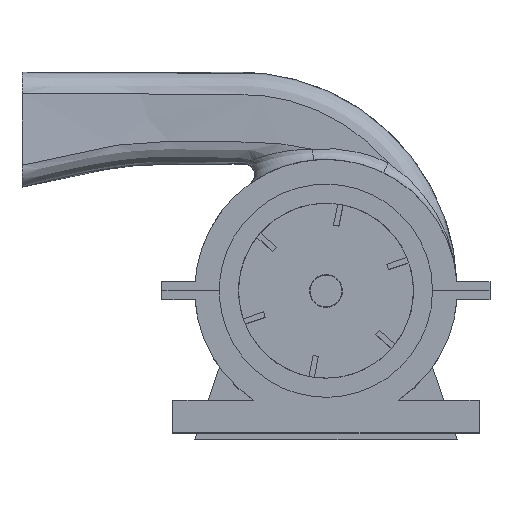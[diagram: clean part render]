
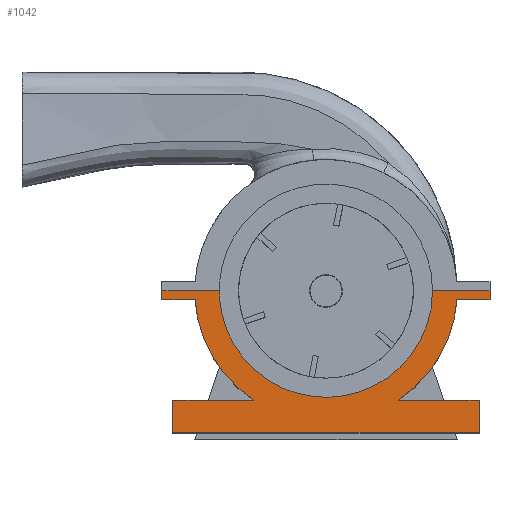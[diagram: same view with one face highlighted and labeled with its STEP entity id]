
A CAD part, top view. The second image highlights one B-rep face of the part: STEP entity #1042.
In plain terms, the highlighted free-form (B-spline) face has degree [1, 1] with [2, 2] control points.
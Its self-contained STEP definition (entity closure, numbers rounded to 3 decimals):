
#466 = VERTEX_POINT('',#467);
#467 = CARTESIAN_POINT('',(-131.188,33.544,
    79.188));
#472 = EDGE_CURVE('',#473,#466,#475,.T.);
#473 = VERTEX_POINT('',#474);
#474 = CARTESIAN_POINT('',(-92.983,33.544,
    79.188));
#475 = B_SPLINE_CURVE_WITH_KNOTS('',1,(#476,#477),.UNSPECIFIED.,.F.,.F.,
  (2,2),(108.75,135.),.PIECEWISE_BEZIER_KNOTS.);
#476 = CARTESIAN_POINT('',(-92.983,33.544,
    79.188));
#477 = CARTESIAN_POINT('',(-131.188,33.544,
    79.188));
#516 = VERTEX_POINT('',#517);
#517 = CARTESIAN_POINT('',(-70.303,-39.226,
    79.188));
#522 = EDGE_CURVE('',#523,#516,#525,.T.);
#523 = VERTEX_POINT('',#524);
#524 = CARTESIAN_POINT('',(-109.153,27.577,
    79.188));
#525 = ( BOUNDED_CURVE() B_SPLINE_CURVE(2,(#526,#527,#528),
.UNSPECIFIED.,.F.,.F.) B_SPLINE_CURVE_WITH_KNOTS((3,3),(
0.068,0.985),.PIECEWISE_BEZIER_KNOTS.) CURVE() 
GEOMETRIC_REPRESENTATION_ITEM() RATIONAL_B_SPLINE_CURVE((1.,
0.897,1.)) REPRESENTATION_ITEM('') );
#526 = CARTESIAN_POINT('',(-109.153,27.577,
    79.188));
#527 = CARTESIAN_POINT('',(-106.208,-15.409,
    79.188));
#528 = CARTESIAN_POINT('',(-70.303,-39.226,
    79.188));
#598 = EDGE_CURVE('',#599,#523,#601,.T.);
#599 = VERTEX_POINT('',#600);
#600 = CARTESIAN_POINT('',(-131.188,27.577,
    79.188));
#601 = B_SPLINE_CURVE_WITH_KNOTS('',1,(#602,#603),.UNSPECIFIED.,.F.,.F.,
  (2,2),(0.,15.14),.PIECEWISE_BEZIER_KNOTS.);
#602 = CARTESIAN_POINT('',(-131.188,27.577,
    79.188));
#603 = CARTESIAN_POINT('',(-109.153,27.577,
    79.188));
#626 = EDGE_CURVE('',#466,#599,#627,.T.);
#627 = B_SPLINE_CURVE_WITH_KNOTS('',1,(#628,#629),.UNSPECIFIED.,.F.,.F.,
  (2,2),(0.,4.1),.PIECEWISE_BEZIER_KNOTS.);
#628 = CARTESIAN_POINT('',(-131.188,33.544,
    79.188));
#629 = CARTESIAN_POINT('',(-131.188,27.577,
    79.188));
#720 = VERTEX_POINT('',#721);
#721 = CARTESIAN_POINT('',(48.919,33.544,
    79.188));
#726 = EDGE_CURVE('',#727,#720,#729,.T.);
#727 = VERTEX_POINT('',#728);
#728 = CARTESIAN_POINT('',(87.123,33.544,79.188
    ));
#729 = B_SPLINE_CURVE_WITH_KNOTS('',1,(#730,#731),.UNSPECIFIED.,.F.,.F.,
  (2,2),(-15.,11.25),.PIECEWISE_BEZIER_KNOTS.);
#730 = CARTESIAN_POINT('',(87.123,33.544,79.188
    ));
#731 = CARTESIAN_POINT('',(48.919,33.544,
    79.188));
#754 = EDGE_CURVE('',#755,#727,#757,.T.);
#755 = VERTEX_POINT('',#756);
#756 = CARTESIAN_POINT('',(87.123,27.577,79.188
    ));
#757 = B_SPLINE_CURVE_WITH_KNOTS('',1,(#758,#759),.UNSPECIFIED.,.F.,.F.,
  (2,2),(-4.1,0.),.PIECEWISE_BEZIER_KNOTS.);
#758 = CARTESIAN_POINT('',(87.123,27.577,79.188
    ));
#759 = CARTESIAN_POINT('',(87.123,33.544,79.188
    ));
#826 = EDGE_CURVE('',#827,#755,#829,.T.);
#827 = VERTEX_POINT('',#828);
#828 = CARTESIAN_POINT('',(65.088,27.577,
    79.188));
#829 = B_SPLINE_CURVE_WITH_KNOTS('',1,(#830,#831),.UNSPECIFIED.,.F.,.F.,
  (2,2),(-15.14,0.),.PIECEWISE_BEZIER_KNOTS.);
#830 = CARTESIAN_POINT('',(65.088,27.577,
    79.188));
#831 = CARTESIAN_POINT('',(87.123,27.577,79.188
    ));
#854 = EDGE_CURVE('',#855,#827,#857,.T.);
#855 = VERTEX_POINT('',#856);
#856 = CARTESIAN_POINT('',(26.238,-39.226,
    79.188));
#857 = ( BOUNDED_CURVE() B_SPLINE_CURVE(2,(#858,#859,#860),
.UNSPECIFIED.,.F.,.F.) B_SPLINE_CURVE_WITH_KNOTS((3,3),(2.156,
3.073),.PIECEWISE_BEZIER_KNOTS.) CURVE() 
GEOMETRIC_REPRESENTATION_ITEM() RATIONAL_B_SPLINE_CURVE((1.,
0.897,1.)) REPRESENTATION_ITEM('') );
#858 = CARTESIAN_POINT('',(26.238,-39.226,
    79.188));
#859 = CARTESIAN_POINT('',(62.144,-15.409,
    79.188));
#860 = CARTESIAN_POINT('',(65.088,27.577,
    79.188));
#886 = EDGE_CURVE('',#887,#855,#889,.T.);
#887 = VERTEX_POINT('',#888);
#888 = CARTESIAN_POINT('',(79.846,-39.226,
    79.188));
#889 = B_SPLINE_CURVE_WITH_KNOTS('',1,(#890,#891),.UNSPECIFIED.,.F.,.F.,
  (2,2),(-36.834,-0.),.PIECEWISE_BEZIER_KNOTS.);
#890 = CARTESIAN_POINT('',(79.846,-39.226,
    79.188));
#891 = CARTESIAN_POINT('',(26.238,-39.226,
    79.188));
#914 = EDGE_CURVE('',#915,#887,#917,.T.);
#915 = VERTEX_POINT('',#916);
#916 = CARTESIAN_POINT('',(79.846,-61.057,
    79.188));
#917 = B_SPLINE_CURVE_WITH_KNOTS('',1,(#918,#919),.UNSPECIFIED.,.F.,.F.,
  (2,2),(-15.,0.),.PIECEWISE_BEZIER_KNOTS.);
#918 = CARTESIAN_POINT('',(79.846,-61.057,
    79.188));
#919 = CARTESIAN_POINT('',(79.846,-39.226,
    79.188));
#942 = EDGE_CURVE('',#943,#915,#945,.T.);
#943 = VERTEX_POINT('',#944);
#944 = CARTESIAN_POINT('',(-123.911,-61.057,
    79.188));
#945 = B_SPLINE_CURVE_WITH_KNOTS('',1,(#946,#947),.UNSPECIFIED.,.F.,.F.,
  (2,2),(0.,140.),.PIECEWISE_BEZIER_KNOTS.);
#946 = CARTESIAN_POINT('',(-123.911,-61.057,
    79.188));
#947 = CARTESIAN_POINT('',(79.846,-61.057,
    79.188));
#970 = EDGE_CURVE('',#971,#943,#973,.T.);
#971 = VERTEX_POINT('',#972);
#972 = CARTESIAN_POINT('',(-123.911,-39.226,
    79.188));
#973 = B_SPLINE_CURVE_WITH_KNOTS('',1,(#974,#975),.UNSPECIFIED.,.F.,.F.,
  (2,2),(-15.,-0.),.PIECEWISE_BEZIER_KNOTS.);
#974 = CARTESIAN_POINT('',(-123.911,-39.226,
    79.188));
#975 = CARTESIAN_POINT('',(-123.911,-61.057,
    79.188));
#998 = EDGE_CURVE('',#516,#971,#999,.T.);
#999 = B_SPLINE_CURVE_WITH_KNOTS('',1,(#1000,#1001),.UNSPECIFIED.,.F.,
  .F.,(2,2),(-36.834,-0.),.PIECEWISE_BEZIER_KNOTS.);
#1000 = CARTESIAN_POINT('',(-70.303,-39.226,
    79.188));
#1001 = CARTESIAN_POINT('',(-123.911,-39.226,
    79.188));
#1042 = ADVANCED_FACE('',(#1043),#1066,.F.);
#1043 = FACE_BOUND('',#1044,.T.);
#1044 = EDGE_LOOP('',(#1045,#1046,#1054,#1055,#1056,#1057,#1058,#1059,
    #1060,#1061,#1062,#1063,#1064,#1065));
#1045 = ORIENTED_EDGE('',*,*,#726,.T.);
#1046 = ORIENTED_EDGE('',*,*,#1047,.T.);
#1047 = EDGE_CURVE('',#720,#473,#1048,.T.);
#1048 = ( BOUNDED_CURVE() B_SPLINE_CURVE(2,(#1049,#1050,#1051,#1052,
#1053),.UNSPECIFIED.,.F.,.F.) B_SPLINE_CURVE_WITH_KNOTS((3,2,3),(
    3.142,4.712,6.283),
.PIECEWISE_BEZIER_KNOTS.) CURVE() GEOMETRIC_REPRESENTATION_ITEM() 
RATIONAL_B_SPLINE_CURVE((1.,0.707,1.,0.707,1.)) 
REPRESENTATION_ITEM('') );
#1049 = CARTESIAN_POINT('',(48.919,33.544,
    79.188));
#1050 = CARTESIAN_POINT('',(48.919,-37.407,
    79.188));
#1051 = CARTESIAN_POINT('',(-22.032,-37.407,
    79.188));
#1052 = CARTESIAN_POINT('',(-92.983,-37.407,
    79.188));
#1053 = CARTESIAN_POINT('',(-92.983,33.544,
    79.188));
#1054 = ORIENTED_EDGE('',*,*,#472,.T.);
#1055 = ORIENTED_EDGE('',*,*,#626,.T.);
#1056 = ORIENTED_EDGE('',*,*,#598,.T.);
#1057 = ORIENTED_EDGE('',*,*,#522,.T.);
#1058 = ORIENTED_EDGE('',*,*,#998,.T.);
#1059 = ORIENTED_EDGE('',*,*,#970,.T.);
#1060 = ORIENTED_EDGE('',*,*,#942,.T.);
#1061 = ORIENTED_EDGE('',*,*,#914,.T.);
#1062 = ORIENTED_EDGE('',*,*,#886,.T.);
#1063 = ORIENTED_EDGE('',*,*,#854,.T.);
#1064 = ORIENTED_EDGE('',*,*,#826,.T.);
#1065 = ORIENTED_EDGE('',*,*,#754,.T.);
#1066 = B_SPLINE_SURFACE_WITH_KNOTS('',1,1,(
    (#1067,#1068)
    ,(#1069,#1070
    )),.UNSPECIFIED.,.F.,.F.,.F.,(2,2),(2,2),(-75.,75.),(-65.,
    0.),.PIECEWISE_BEZIER_KNOTS.);
#1067 = CARTESIAN_POINT('',(87.123,-61.057,
    79.188));
#1068 = CARTESIAN_POINT('',(87.123,33.544,
    79.188));
#1069 = CARTESIAN_POINT('',(-131.188,-61.057,
    79.188));
#1070 = CARTESIAN_POINT('',(-131.188,33.544,
    79.188));
